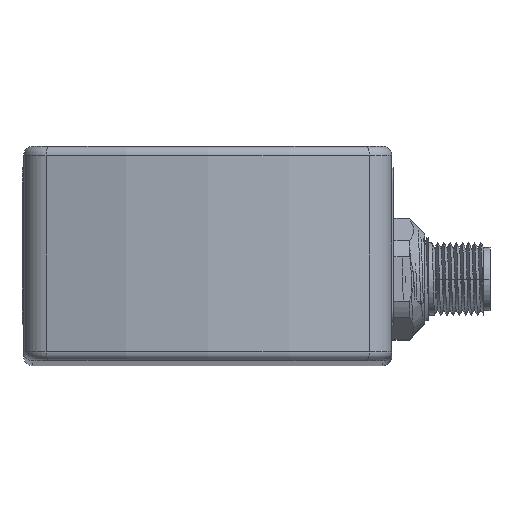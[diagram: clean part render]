
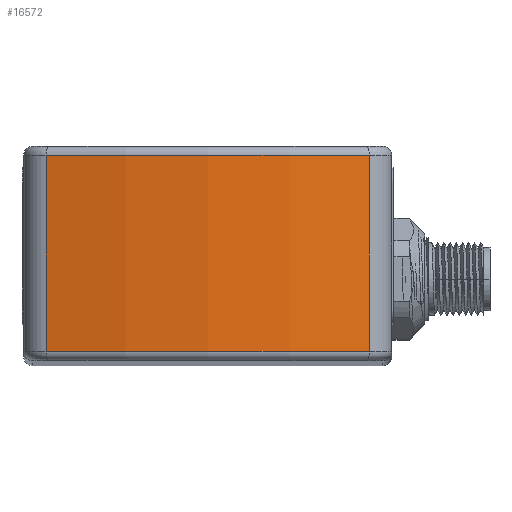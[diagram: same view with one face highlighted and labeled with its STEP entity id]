
A CAD part, top view. The second image highlights one B-rep face of the part: STEP entity #16572.
In plain terms, the highlighted cylindrical face has radius 100 mm (diameter 200 mm), a partial arc.
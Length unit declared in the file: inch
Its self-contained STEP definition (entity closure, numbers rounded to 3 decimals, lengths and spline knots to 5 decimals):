
#217=DIRECTION('',(0.,1.,0.));
#218=VECTOR('',#217,1.25709);
#219=CARTESIAN_POINT('',(1.03605,0.05906,9.19863));
#220=LINE('',#219,#218);
#235=CARTESIAN_POINT('',(0.,1.31614,5.40039));
#236=DIRECTION('',(0.,1.,0.));
#237=DIRECTION('',(-0.263,0.,0.965));
#238=AXIS2_PLACEMENT_3D('',#235,#236,#237);
#240=CARTESIAN_POINT('',(0.,0.05906,5.40039));
#241=DIRECTION('',(0.,-1.,0.));
#242=DIRECTION('',(0.263,0.,0.965));
#243=AXIS2_PLACEMENT_3D('',#240,#241,#242);
#254=DIRECTION('',(0.,-1.,0.));
#255=VECTOR('',#254,1.25709);
#256=CARTESIAN_POINT('',(-1.03605,1.31614,9.19863));
#257=LINE('',#256,#255);
#14681=CARTESIAN_POINT('',(1.03605,0.05906,
9.19863));
#14683=VERTEX_POINT('',#14681);
#14686=CARTESIAN_POINT('',(-1.03605,0.05906,
9.19863));
#14687=VERTEX_POINT('',#14686);
#15194=CARTESIAN_POINT('',(1.03605,1.31614,9.19863));
#15196=VERTEX_POINT('',#15194);
#15220=CARTESIAN_POINT('',(-1.03605,1.31614,
9.19863));
#15221=VERTEX_POINT('',#15220);
#16559=CARTESIAN_POINT('',(0.,0.,5.40039));
#16560=DIRECTION('',(0.,1.,0.));
#16561=DIRECTION('',(0.,0.,-1.));
#16562=AXIS2_PLACEMENT_3D('',#16559,#16560,#16561);
#16563=CYLINDRICAL_SURFACE('',#16562,3.93701);
#16565=ORIENTED_EDGE('',*,*,#16564,.F.);
#16567=ORIENTED_EDGE('',*,*,#16566,.T.);
#16568=ORIENTED_EDGE('',*,*,#16550,.F.);
#16569=ORIENTED_EDGE('',*,*,#16397,.T.);
#16570=EDGE_LOOP('',(#16565,#16567,#16568,#16569));
#16571=FACE_OUTER_BOUND('',#16570,.F.);
#16572=ADVANCED_FACE('',(#16571),#16563,.T.);
#239=CIRCLE('',#238,3.93701);
#244=CIRCLE('',#243,3.93701);
#16397=EDGE_CURVE('',#14683,#14687,#244,.T.);
#16550=EDGE_CURVE('',#14683,#15196,#220,.T.);
#16564=EDGE_CURVE('',#15221,#14687,#257,.T.);
#16566=EDGE_CURVE('',#15221,#15196,#239,.T.);
